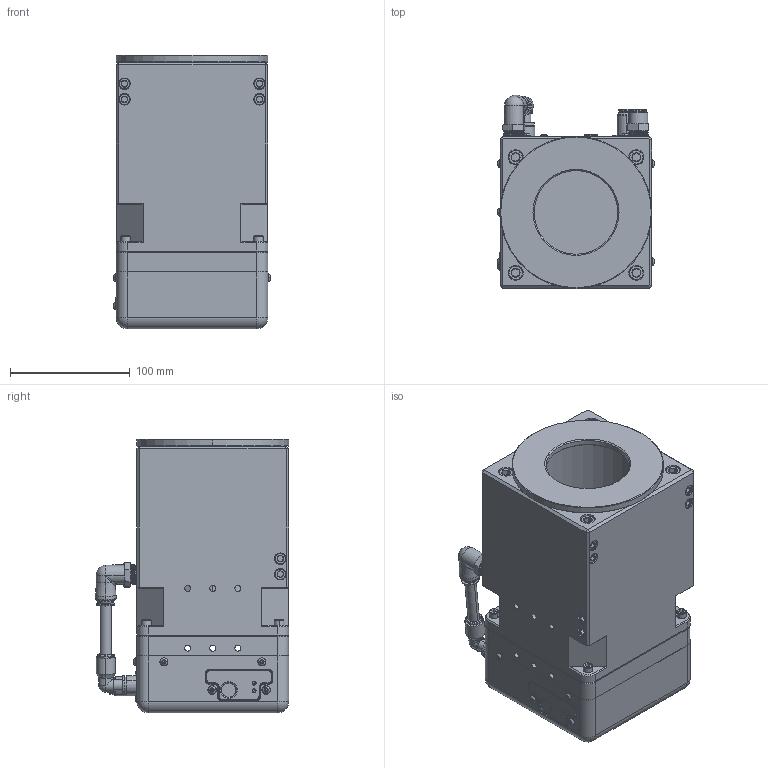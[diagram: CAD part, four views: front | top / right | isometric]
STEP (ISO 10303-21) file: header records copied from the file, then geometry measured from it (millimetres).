
FILE_DESCRIPTION (( 'STEP AP214' ), '1' );
FILE_NAME ('Assemblage3.STEP', '2020-05-25T15:01:24', ( '' ), ( '' ), 'SwSTEP 2.0', 'SolidWorks 2019', '' );
FILE_SCHEMA (( 'AUTOMOTIVE_DESIGN' ));
Length unit declared in the file: millimetre
Products named in the file (2): Assemblage3
Bounding box: 130.71 x 161.9 x 229.03 mm (x, y, z)
Surface area: 295197.8 mm2 (no closed solid volume)
Topology: 0 solids, 53 shells, 1010 faces, 2649 edges, 1655 vertices
Faces by surface type: plane 407, cone 300, cylinder 222, sphere 32, bspline 25, torus 24
Entity records: 55486 total; most frequent: CARTESIAN_POINT 20102, DIRECTION 5129, ORIENTED_EDGE 4660, EDGE_CURVE 2619, AXIS2_PLACEMENT_3D 1921, VERTEX_POINT 1653, LINE 1287, VECTOR 1287
